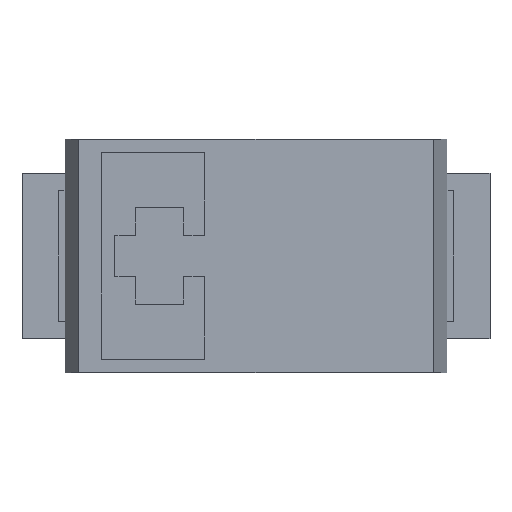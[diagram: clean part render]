
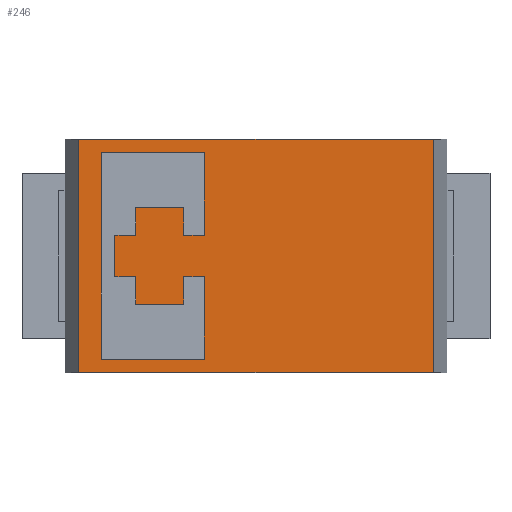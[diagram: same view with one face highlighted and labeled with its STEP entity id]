
A CAD part, top view. The second image highlights one B-rep face of the part: STEP entity #246.
In plain terms, the highlighted planar face has unit normal (0, 0, 1).
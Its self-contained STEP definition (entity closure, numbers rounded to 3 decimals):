
#223=FACE_BOUND('',#398,.T.);
#224=FACE_BOUND('',#399,.T.);
#246=ADVANCED_FACE('',(#223,#224),#297,.T.);
#297=PLANE('',#1277);
#398=EDGE_LOOP('',(#561,#562,#563,#564));
#399=EDGE_LOOP('',(#565,#566,#567,#568,#569,#570,#571,#572,#573,#574,#575,
#576,#577,#578,#579,#580));
#561=ORIENTED_EDGE('',*,*,#899,.T.);
#562=ORIENTED_EDGE('',*,*,#900,.T.);
#563=ORIENTED_EDGE('',*,*,#901,.F.);
#564=ORIENTED_EDGE('',*,*,#859,.T.);
#565=ORIENTED_EDGE('',*,*,#902,.F.);
#566=ORIENTED_EDGE('',*,*,#903,.F.);
#567=ORIENTED_EDGE('',*,*,#904,.F.);
#568=ORIENTED_EDGE('',*,*,#905,.T.);
#569=ORIENTED_EDGE('',*,*,#906,.F.);
#570=ORIENTED_EDGE('',*,*,#907,.F.);
#571=ORIENTED_EDGE('',*,*,#908,.F.);
#572=ORIENTED_EDGE('',*,*,#909,.F.);
#573=ORIENTED_EDGE('',*,*,#910,.F.);
#574=ORIENTED_EDGE('',*,*,#911,.F.);
#575=ORIENTED_EDGE('',*,*,#912,.F.);
#576=ORIENTED_EDGE('',*,*,#913,.F.);
#577=ORIENTED_EDGE('',*,*,#914,.F.);
#578=ORIENTED_EDGE('',*,*,#915,.F.);
#579=ORIENTED_EDGE('',*,*,#916,.F.);
#580=ORIENTED_EDGE('',*,*,#917,.F.);
#755=VERTEX_POINT('',#1642);
#756=VERTEX_POINT('',#1644);
#781=VERTEX_POINT('',#1720);
#782=VERTEX_POINT('',#1724);
#783=VERTEX_POINT('',#1727);
#784=VERTEX_POINT('',#1728);
#785=VERTEX_POINT('',#1730);
#786=VERTEX_POINT('',#1732);
#787=VERTEX_POINT('',#1734);
#788=VERTEX_POINT('',#1736);
#789=VERTEX_POINT('',#1738);
#790=VERTEX_POINT('',#1740);
#791=VERTEX_POINT('',#1742);
#792=VERTEX_POINT('',#1744);
#793=VERTEX_POINT('',#1746);
#794=VERTEX_POINT('',#1748);
#795=VERTEX_POINT('',#1750);
#796=VERTEX_POINT('',#1752);
#797=VERTEX_POINT('',#1754);
#798=VERTEX_POINT('',#1756);
#859=EDGE_CURVE('',#756,#755,#1005,.T.);
#899=EDGE_CURVE('',#755,#781,#1045,.T.);
#900=EDGE_CURVE('',#781,#782,#1046,.T.);
#901=EDGE_CURVE('',#756,#782,#1047,.T.);
#902=EDGE_CURVE('',#783,#784,#1048,.T.);
#903=EDGE_CURVE('',#785,#783,#1049,.T.);
#904=EDGE_CURVE('',#786,#785,#1050,.T.);
#905=EDGE_CURVE('',#786,#787,#1051,.T.);
#906=EDGE_CURVE('',#788,#787,#1052,.T.);
#907=EDGE_CURVE('',#789,#788,#1053,.T.);
#908=EDGE_CURVE('',#790,#789,#1054,.T.);
#909=EDGE_CURVE('',#791,#790,#1055,.T.);
#910=EDGE_CURVE('',#792,#791,#1056,.T.);
#911=EDGE_CURVE('',#793,#792,#1057,.T.);
#912=EDGE_CURVE('',#794,#793,#1058,.T.);
#913=EDGE_CURVE('',#795,#794,#1059,.T.);
#914=EDGE_CURVE('',#796,#795,#1060,.T.);
#915=EDGE_CURVE('',#797,#796,#1061,.T.);
#916=EDGE_CURVE('',#798,#797,#1062,.T.);
#917=EDGE_CURVE('',#784,#798,#1063,.T.);
#1005=LINE('',#1643,#1151);
#1045=LINE('',#1721,#1191);
#1046=LINE('',#1723,#1192);
#1047=LINE('',#1725,#1193);
#1048=LINE('',#1726,#1194);
#1049=LINE('',#1729,#1195);
#1050=LINE('',#1731,#1196);
#1051=LINE('',#1733,#1197);
#1052=LINE('',#1735,#1198);
#1053=LINE('',#1737,#1199);
#1054=LINE('',#1739,#1200);
#1055=LINE('',#1741,#1201);
#1056=LINE('',#1743,#1202);
#1057=LINE('',#1745,#1203);
#1058=LINE('',#1747,#1204);
#1059=LINE('',#1749,#1205);
#1060=LINE('',#1751,#1206);
#1061=LINE('',#1753,#1207);
#1062=LINE('',#1755,#1208);
#1063=LINE('',#1757,#1209);
#1151=VECTOR('',#1367,1.);
#1191=VECTOR('',#1431,1.);
#1192=VECTOR('',#1434,1.);
#1193=VECTOR('',#1435,1.);
#1194=VECTOR('',#1436,1.);
#1195=VECTOR('',#1437,1.);
#1196=VECTOR('',#1438,1.);
#1197=VECTOR('',#1439,1.);
#1198=VECTOR('',#1440,1.);
#1199=VECTOR('',#1441,1.);
#1200=VECTOR('',#1442,1.);
#1201=VECTOR('',#1443,1.);
#1202=VECTOR('',#1444,1.);
#1203=VECTOR('',#1445,1.);
#1204=VECTOR('',#1446,1.);
#1205=VECTOR('',#1447,1.);
#1206=VECTOR('',#1448,1.);
#1207=VECTOR('',#1449,1.);
#1208=VECTOR('',#1450,1.);
#1209=VECTOR('',#1451,1.);
#1277=AXIS2_PLACEMENT_3D('',#1758,#1452,#1453);
#1367=DIRECTION('',(1.,0.,0.));
#1431=DIRECTION('',(0.,1.,0.));
#1434=DIRECTION('',(-1.,0.,0.));
#1435=DIRECTION('',(0.,1.,0.));
#1436=DIRECTION('',(1.,0.,0.));
#1437=DIRECTION('',(0.,-1.,0.));
#1438=DIRECTION('',(-1.,0.,0.));
#1439=DIRECTION('',(0.,-1.,0.));
#1440=DIRECTION('',(1.,0.,0.));
#1441=DIRECTION('',(0.,-1.,0.));
#1442=DIRECTION('',(1.,0.,0.));
#1443=DIRECTION('',(0.,1.,0.));
#1444=DIRECTION('',(1.,0.,0.));
#1445=DIRECTION('',(0.,1.,0.));
#1446=DIRECTION('',(-1.,0.,0.));
#1447=DIRECTION('',(0.,1.,0.));
#1448=DIRECTION('',(-1.,0.,0.));
#1449=DIRECTION('',(0.,-1.,0.));
#1450=DIRECTION('',(-1.,0.,0.));
#1451=DIRECTION('',(0.,1.,0.));
#1452=DIRECTION('',(0.,0.,1.));
#1453=DIRECTION('',(-1.,0.,0.));
#1642=CARTESIAN_POINT('',(3.269,-2.15,2.076));
#1643=CARTESIAN_POINT('',(-3.269,-2.15,2.076));
#1644=CARTESIAN_POINT('',(-3.269,-2.15,2.076));
#1720=CARTESIAN_POINT('',(3.269,2.15,2.076));
#1721=CARTESIAN_POINT('',(3.269,-2.15,2.076));
#1723=CARTESIAN_POINT('',(3.269,2.15,2.076));
#1724=CARTESIAN_POINT('',(-3.269,2.15,2.076));
#1725=CARTESIAN_POINT('',(-3.269,-2.15,2.076));
#1726=CARTESIAN_POINT('',(-2.858,-1.905,2.076));
#1727=CARTESIAN_POINT('',(-2.858,-1.905,2.076));
#1728=CARTESIAN_POINT('',(-0.953,-1.905,2.076));
#1729=CARTESIAN_POINT('',(-2.858,1.905,2.076));
#1730=CARTESIAN_POINT('',(-2.858,1.905,2.076));
#1731=CARTESIAN_POINT('',(-0.953,1.905,2.076));
#1732=CARTESIAN_POINT('',(-0.953,1.905,2.076));
#1733=CARTESIAN_POINT('',(-0.953,1.905,2.076));
#1734=CARTESIAN_POINT('',(-0.953,0.381,2.076));
#1735=CARTESIAN_POINT('',(-1.334,0.381,2.076));
#1736=CARTESIAN_POINT('',(-1.334,0.381,2.076));
#1737=CARTESIAN_POINT('',(-1.334,0.889,2.076));
#1738=CARTESIAN_POINT('',(-1.334,0.889,2.076));
#1739=CARTESIAN_POINT('',(-2.223,0.889,2.076));
#1740=CARTESIAN_POINT('',(-2.223,0.889,2.076));
#1741=CARTESIAN_POINT('',(-2.223,0.381,2.076));
#1742=CARTESIAN_POINT('',(-2.223,0.381,2.076));
#1743=CARTESIAN_POINT('',(-2.604,0.381,2.076));
#1744=CARTESIAN_POINT('',(-2.604,0.381,2.076));
#1745=CARTESIAN_POINT('',(-2.604,-0.381,2.076));
#1746=CARTESIAN_POINT('',(-2.604,-0.381,2.076));
#1747=CARTESIAN_POINT('',(-2.223,-0.381,2.076));
#1748=CARTESIAN_POINT('',(-2.223,-0.381,2.076));
#1749=CARTESIAN_POINT('',(-2.223,-0.889,2.076));
#1750=CARTESIAN_POINT('',(-2.223,-0.889,2.076));
#1751=CARTESIAN_POINT('',(-1.334,-0.889,2.076));
#1752=CARTESIAN_POINT('',(-1.334,-0.889,2.076));
#1753=CARTESIAN_POINT('',(-1.334,-0.381,2.076));
#1754=CARTESIAN_POINT('',(-1.334,-0.381,2.076));
#1755=CARTESIAN_POINT('',(-0.953,-0.381,2.076));
#1756=CARTESIAN_POINT('',(-0.953,-0.381,2.076));
#1757=CARTESIAN_POINT('',(-0.953,-1.905,2.076));
#1758=CARTESIAN_POINT('',(0.,0.,2.076));
